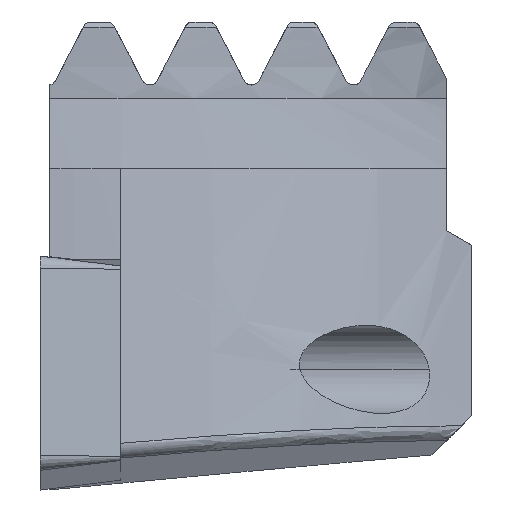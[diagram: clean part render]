
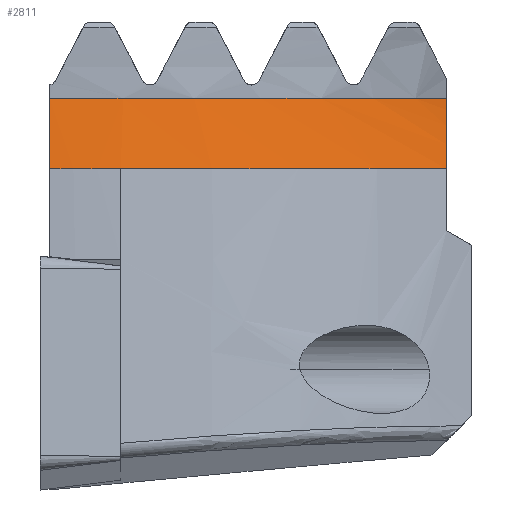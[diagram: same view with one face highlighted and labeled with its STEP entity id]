
A CAD part, left-side view. The second image highlights one B-rep face of the part: STEP entity #2811.
In plain terms, the highlighted conical face has half-angle 60 degrees and reference radius 25 mm.
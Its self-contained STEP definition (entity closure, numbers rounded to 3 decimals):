
#1349=VERTEX_POINT('NONE',#3381);
#1469=VERTEX_POINT('NONE',#3511);
#1609=EDGE_CURVE('NONE',#2073,#1743,#3666,.T.);
#1719=EDGE_CURVE('NONE',#1349,#2073,#3791,.T.);
#1743=VERTEX_POINT('NONE',#3817);
#2073=VERTEX_POINT('NONE',#4180);
#2165=EDGE_CURVE('NONE',#1469,#2487,#4280,.T.);
#2487=VERTEX_POINT('NONE',#4631);
#2743=EDGE_CURVE('NONE',#1469,#1743,#4908,.T.);
#2811=ADVANCED_FACE('NONE',(#4979),#4980,.T.);
#2845=EDGE_CURVE('NONE',#1349,#2487,#5018,.F.);
#3381=CARTESIAN_POINT('',(2.306,-0.56,18.946));
#3511=CARTESIAN_POINT('',(25.971,-23.96,23.1));
#3666=CIRCLE('',#7282,32.194);
#3791=CIRCLE('',#7468,32.194);
#3817=CARTESIAN_POINT('',(12.495,-23.96,18.946));
#4180=CARTESIAN_POINT('',(2.594,-4.76,18.946));
#4280=CIRCLE('',#8227,25.0);
#4631=CARTESIAN_POINT('',(9.5,-0.56,23.1));
#4908=(B_SPLINE_CURVE(2,(#9247,#9248,#9249),.UNSPECIFIED.,.F.,.F.)B_SPLINE_CURVE_WITH_KNOTS((3,3),(36.366,49.448),.UNSPECIFIED.)RATIONAL_B_SPLINE_CURVE((1.193,1.146,1.039))BOUNDED_CURVE()REPRESENTATION_ITEM('')GEOMETRIC_REPRESENTATION_ITEM()CURVE());
#4979=FACE_OUTER_BOUND('',#9368,.T.);
#4980=CONICAL_SURFACE('',#9369,25.0,1.047);
#5018=(B_SPLINE_CURVE(2,(#9458,#9459,#9460),.UNSPECIFIED.,.F.,.F.)B_SPLINE_CURVE_WITH_KNOTS((3,3),(2.974,11.228),.UNSPECIFIED.)RATIONAL_B_SPLINE_CURVE((1.007,1.015,1.006))BOUNDED_CURVE()REPRESENTATION_ITEM('')GEOMETRIC_REPRESENTATION_ITEM()CURVE());
#7282=AXIS2_PLACEMENT_3D('',#10428,#10429,#10430);
#7468=AXIS2_PLACEMENT_3D('',#10592,#10593,#10594);
#8227=AXIS2_PLACEMENT_3D('',#11160,#11161,#11162);
#9247=CARTESIAN_POINT('',(25.971,-23.96,23.1));
#9248=CARTESIAN_POINT('',(20.08,-23.96,21.94));
#9249=CARTESIAN_POINT('',(12.495,-23.96,18.946));
#9368=EDGE_LOOP('',(#11938,#11939,#11940,#11941,#11942));
#9369=AXIS2_PLACEMENT_3D('',#11943,#11944,#11945);
#9458=CARTESIAN_POINT('',(9.5,-0.56,23.1));
#9459=CARTESIAN_POINT('',(6.356,-0.56,21.284));
#9460=CARTESIAN_POINT('',(2.306,-0.56,18.946));
#10428=CARTESIAN_POINT('',(34.5,-0.46,18.946));
#10429=DIRECTION('',(0.,0.,1.0));
#10430=DIRECTION('',(0.,-1.0,0.));
#10592=CARTESIAN_POINT('',(34.5,-0.46,18.946));
#10593=DIRECTION('',(0.,0.,1.0));
#10594=DIRECTION('',(0.,-1.0,0.));
#11160=CARTESIAN_POINT('',(34.5,-0.46,23.1));
#11161=DIRECTION('',(0.,0.,-1.0));
#11162=DIRECTION('',(0.,1.0,0.));
#11938=ORIENTED_EDGE('',*,*,#2743,.F.);
#11939=ORIENTED_EDGE('',*,*,#2165,.T.);
#11940=ORIENTED_EDGE('',*,*,#2845,.F.);
#11941=ORIENTED_EDGE('',*,*,#1719,.T.);
#11942=ORIENTED_EDGE('',*,*,#1609,.T.);
#11943=CARTESIAN_POINT('',(34.5,-0.46,23.1));
#11944=DIRECTION('',(0.,0.,-1.0));
#11945=DIRECTION('',(0.,1.0,0.));
